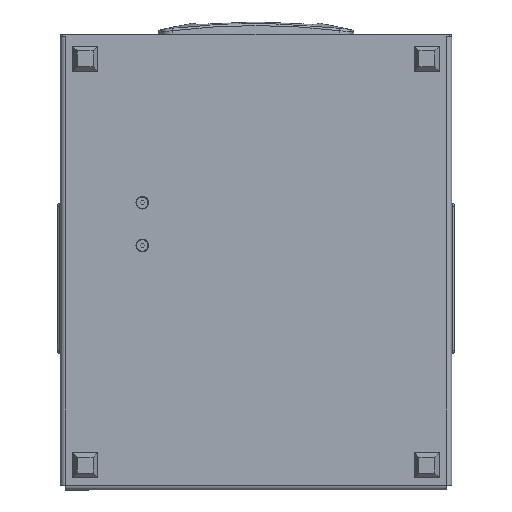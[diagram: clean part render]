
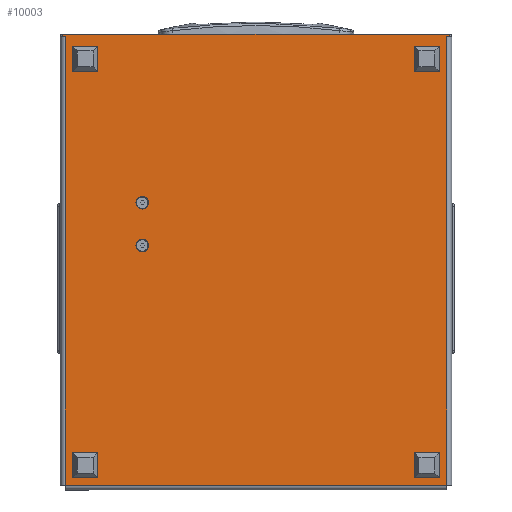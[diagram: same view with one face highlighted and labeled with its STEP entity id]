
A CAD part, front view. The second image highlights one B-rep face of the part: STEP entity #10003.
In plain terms, the highlighted face is planar.
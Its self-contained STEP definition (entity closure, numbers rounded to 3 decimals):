
#604 = AXIS2_PLACEMENT_3D ( 'NONE', #33926, #9101, #20164 ) ;
#1501 = CARTESIAN_POINT ( 'NONE',  ( 176.2, 249., 0. ) ) ;
#1817 = DIRECTION ( 'NONE',  ( -1., 0., 0. ) ) ;
#2123 = LINE ( 'NONE', #32579, #17151 ) ;
#2289 = ORIENTED_EDGE ( 'NONE', *, *, #12590, .F. ) ;
#3068 = VECTOR ( 'NONE', #25446, 1000. ) ;
#3752 = CARTESIAN_POINT ( 'NONE',  ( 367., 0., 0. ) ) ;
#4810 = CARTESIAN_POINT ( 'NONE',  ( 0., -4., 0. ) ) ;
#5244 = ORIENTED_EDGE ( 'NONE', *, *, #22952, .F. ) ;
#5858 = CARTESIAN_POINT ( 'NONE',  ( 171., 249., 0. ) ) ;
#6900 = VERTEX_POINT ( 'NONE', #1501 ) ;
#6980 = DIRECTION ( 'NONE',  ( 0., 1., 0. ) ) ;
#7814 = CARTESIAN_POINT ( 'NONE',  ( 0., 314., 0. ) ) ;
#8066 = VERTEX_POINT ( 'NONE', #3752 ) ;
#8155 = VECTOR ( 'NONE', #6980, 1000. ) ;
#8296 = DIRECTION ( 'NONE',  ( 0., 0., -1. ) ) ;
#8359 = ORIENTED_EDGE ( 'NONE', *, *, #18732, .T. ) ;
#8980 = CARTESIAN_POINT ( 'NONE',  ( 171., 249., 0. ) ) ;
#9101 = DIRECTION ( 'NONE',  ( 0., 0., -1. ) ) ;
#9282 = CIRCLE ( 'NONE', #604, 5.2 ) ;
#9406 = EDGE_LOOP ( 'NONE', ( #2289, #31150 ) ) ;
#9523 = VERTEX_POINT ( 'NONE', #29135 ) ;
#9659 = EDGE_CURVE ( 'NONE', #21577, #8066, #12466, .T. ) ;
#9660 = VERTEX_POINT ( 'NONE', #31832 ) ;
#9829 = EDGE_CURVE ( 'NONE', #19777, #26568, #14755, .T. ) ;
#10003 = ADVANCED_FACE ( 'NONE', ( #29215, #17986, #26334 ), #26503, .T. ) ;
#10222 = CARTESIAN_POINT ( 'NONE',  ( 130.8, 249., 0. ) ) ;
#10559 = CARTESIAN_POINT ( 'NONE',  ( 0., 314., 0. ) ) ;
#10846 = CARTESIAN_POINT ( 'NONE',  ( 136., 249., 0. ) ) ;
#11818 = EDGE_CURVE ( 'NONE', #9523, #8066, #16357, .T. ) ;
#11829 = EDGE_CURVE ( 'NONE', #9523, #33683, #32658, .T. ) ;
#11847 = VECTOR ( 'NONE', #16713, 1000. ) ;
#12083 = DIRECTION ( 'NONE',  ( -1., 0., 0. ) ) ;
#12466 = LINE ( 'NONE', #34549, #17533 ) ;
#12590 = EDGE_CURVE ( 'NONE', #20150, #6900, #33851, .T. ) ;
#13012 = DIRECTION ( 'NONE',  ( 0., 1., 0. ) ) ;
#13047 = AXIS2_PLACEMENT_3D ( 'NONE', #8980, #30738, #12083 ) ;
#14755 = LINE ( 'NONE', #17097, #3068 ) ;
#14799 = ORIENTED_EDGE ( 'NONE', *, *, #18025, .F. ) ;
#15040 = ORIENTED_EDGE ( 'NONE', *, *, #11818, .T. ) ;
#15134 = EDGE_CURVE ( 'NONE', #33683, #29187, #26770, .T. ) ;
#15482 = AXIS2_PLACEMENT_3D ( 'NONE', #10846, #8296, #30411 ) ;
#15622 = CARTESIAN_POINT ( 'NONE',  ( 0., 312., 0. ) ) ;
#16357 = LINE ( 'NONE', #24711, #33815 ) ;
#16556 = CARTESIAN_POINT ( 'NONE',  ( 0., 0., 0. ) ) ;
#16713 = DIRECTION ( 'NONE',  ( -1., 0., 0. ) ) ;
#17097 = CARTESIAN_POINT ( 'NONE',  ( 0., -2., 0. ) ) ;
#17151 = VECTOR ( 'NONE', #26628, 1000. ) ;
#17533 = VECTOR ( 'NONE', #20787, 1000. ) ;
#17946 = AXIS2_PLACEMENT_3D ( 'NONE', #5858, #21642, #22179 ) ;
#17986 = FACE_BOUND ( 'NONE', #9406, .T. ) ;
#18025 = EDGE_CURVE ( 'NONE', #9660, #21519, #31669, .T. ) ;
#18332 = DIRECTION ( 'NONE',  ( 1., 0., 0. ) ) ;
#18732 = EDGE_CURVE ( 'NONE', #23908, #29187, #35180, .T. ) ;
#18847 = CARTESIAN_POINT ( 'NONE',  ( 165.8, 249., 0. ) ) ;
#19559 = VECTOR ( 'NONE', #13012, 1000. ) ;
#19777 = VERTEX_POINT ( 'NONE', #33364 ) ;
#20150 = VERTEX_POINT ( 'NONE', #18847 ) ;
#20164 = DIRECTION ( 'NONE',  ( -1., 0., 0. ) ) ;
#20754 = CARTESIAN_POINT ( 'NONE',  ( -2., -4., 0. ) ) ;
#20787 = DIRECTION ( 'NONE',  ( 1., 0., 0. ) ) ;
#21519 = VERTEX_POINT ( 'NONE', #10222 ) ;
#21577 = VERTEX_POINT ( 'NONE', #16556 ) ;
#21619 = CARTESIAN_POINT ( 'NONE',  ( 0., 312., 0. ) ) ;
#21642 = DIRECTION ( 'NONE',  ( 0., 0., -1. ) ) ;
#22179 = DIRECTION ( 'NONE',  ( -1., 0., 0. ) ) ;
#22642 = EDGE_LOOP ( 'NONE', ( #5244, #14799 ) ) ;
#22952 = EDGE_CURVE ( 'NONE', #21519, #9660, #9282, .T. ) ;
#23573 = EDGE_CURVE ( 'NONE', #26568, #23908, #32334, .T. ) ;
#23908 = VERTEX_POINT ( 'NONE', #32376 ) ;
#24711 = CARTESIAN_POINT ( 'NONE',  ( 367., 312., 0. ) ) ;
#25200 = CARTESIAN_POINT ( 'NONE',  ( 0., 312., 0. ) ) ;
#25372 = ORIENTED_EDGE ( 'NONE', *, *, #11829, .F. ) ;
#25446 = DIRECTION ( 'NONE',  ( -1., 0., 0. ) ) ;
#26301 = EDGE_CURVE ( 'NONE', #19777, #21577, #2123, .T. ) ;
#26334 = FACE_OUTER_BOUND ( 'NONE', #26669, .T. ) ;
#26503 = PLANE ( 'NONE',  #27387 ) ;
#26568 = VERTEX_POINT ( 'NONE', #32359 ) ;
#26628 = DIRECTION ( 'NONE',  ( 0., 1., 0. ) ) ;
#26669 = EDGE_LOOP ( 'NONE', ( #26919, #31855, #30281, #8359, #26793, #25372, #15040, #33959 ) ) ;
#26686 = DIRECTION ( 'NONE',  ( 0., 0., -1. ) ) ;
#26770 = LINE ( 'NONE', #4810, #19559 ) ;
#26793 = ORIENTED_EDGE ( 'NONE', *, *, #15134, .F. ) ;
#26919 = ORIENTED_EDGE ( 'NONE', *, *, #26301, .F. ) ;
#27387 = AXIS2_PLACEMENT_3D ( 'NONE', #15622, #26686, #1817 ) ;
#29135 = CARTESIAN_POINT ( 'NONE',  ( 367., 312., 0. ) ) ;
#29187 = VERTEX_POINT ( 'NONE', #10559 ) ;
#29215 = FACE_BOUND ( 'NONE', #22642, .T. ) ;
#30121 = DIRECTION ( 'NONE',  ( 0., -1., 0. ) ) ;
#30281 = ORIENTED_EDGE ( 'NONE', *, *, #23573, .T. ) ;
#30411 = DIRECTION ( 'NONE',  ( -1., 0., 0. ) ) ;
#30738 = DIRECTION ( 'NONE',  ( 0., 0., -1. ) ) ;
#31150 = ORIENTED_EDGE ( 'NONE', *, *, #34607, .F. ) ;
#31669 = CIRCLE ( 'NONE', #15482, 5.2 ) ;
#31832 = CARTESIAN_POINT ( 'NONE',  ( 141.2, 249., 0. ) ) ;
#31855 = ORIENTED_EDGE ( 'NONE', *, *, #9829, .T. ) ;
#32334 = LINE ( 'NONE', #20754, #8155 ) ;
#32359 = CARTESIAN_POINT ( 'NONE',  ( -2., -2., 0. ) ) ;
#32376 = CARTESIAN_POINT ( 'NONE',  ( -2., 314., 0. ) ) ;
#32579 = CARTESIAN_POINT ( 'NONE',  ( 0., -4., 0. ) ) ;
#32658 = LINE ( 'NONE', #21619, #11847 ) ;
#33364 = CARTESIAN_POINT ( 'NONE',  ( 0., -2., 0. ) ) ;
#33565 = CIRCLE ( 'NONE', #17946, 5.2 ) ;
#33683 = VERTEX_POINT ( 'NONE', #25200 ) ;
#33815 = VECTOR ( 'NONE', #30121, 1000. ) ;
#33851 = CIRCLE ( 'NONE', #13047, 5.2 ) ;
#33926 = CARTESIAN_POINT ( 'NONE',  ( 136., 249., 0. ) ) ;
#33959 = ORIENTED_EDGE ( 'NONE', *, *, #9659, .F. ) ;
#34055 = VECTOR ( 'NONE', #18332, 1000. ) ;
#34549 = CARTESIAN_POINT ( 'NONE',  ( 0., 0., 0. ) ) ;
#34607 = EDGE_CURVE ( 'NONE', #6900, #20150, #33565, .T. ) ;
#35180 = LINE ( 'NONE', #7814, #34055 ) ;
